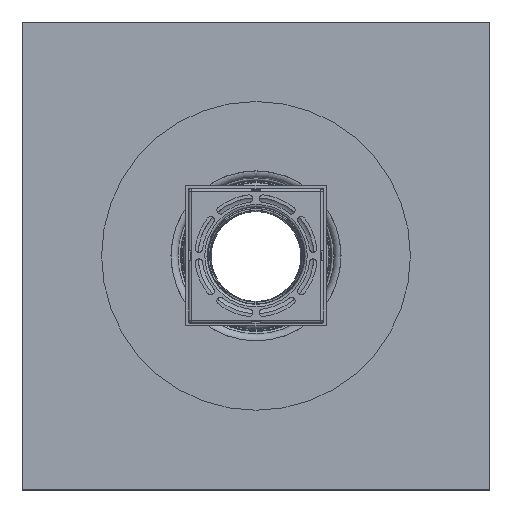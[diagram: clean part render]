
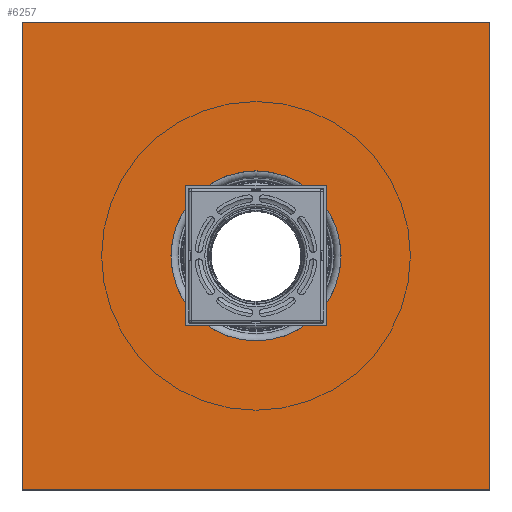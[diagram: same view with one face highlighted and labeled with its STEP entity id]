
A CAD part, top view. The second image highlights one B-rep face of the part: STEP entity #6257.
In plain terms, the highlighted planar face has unit normal (0, 0, 1).
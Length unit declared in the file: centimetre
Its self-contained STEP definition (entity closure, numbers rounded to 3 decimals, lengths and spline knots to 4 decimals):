
#468=FACE_BOUND('',#1934,.T.);
#978=CIRCLE('',#7979,90.8789);
#1434=FACE_OUTER_BOUND('',#1933,.T.);
#1933=EDGE_LOOP('',(#5529,#5530,#5531,#5532));
#1934=EDGE_LOOP('',(#5533));
#2587=VERTEX_POINT('',#12879);
#2588=VERTEX_POINT('',#12881);
#2590=VERTEX_POINT('',#12887);
#2593=VERTEX_POINT('',#12892);
#2595=VERTEX_POINT('',#12905);
#3570=EDGE_CURVE('',#2587,#2588,#6680,.T.);
#3576=EDGE_CURVE('',#2593,#2590,#6686,.T.);
#3577=EDGE_CURVE('',#2588,#2593,#6687,.T.);
#3580=EDGE_CURVE('',#2587,#2590,#6690,.T.);
#3582=EDGE_CURVE('',#2595,#2595,#978,.T.);
#5529=ORIENTED_EDGE('',*,*,#3580,.T.);
#5530=ORIENTED_EDGE('',*,*,#3576,.F.);
#5531=ORIENTED_EDGE('',*,*,#3577,.F.);
#5532=ORIENTED_EDGE('',*,*,#3570,.F.);
#5533=ORIENTED_EDGE('',*,*,#3582,.T.);
#5864=PLANE('',#7978);
#6257=ADVANCED_FACE('',(#1434,#468),#5864,.F.);
#6680=LINE('',#12882,#7051);
#6686=LINE('',#12894,#7057);
#6687=LINE('',#12896,#7058);
#6690=LINE('',#12900,#7061);
#7051=VECTOR('',#10227,1.);
#7057=VECTOR('',#10235,1.);
#7058=VECTOR('',#10238,1.);
#7061=VECTOR('',#10243,1.);
#7978=AXIS2_PLACEMENT_3D('',#12904,#10248,#10249);
#7979=AXIS2_PLACEMENT_3D('',#12906,#10250,#10251);
#10227=DIRECTION('',(1.,0.,0.));
#10235=DIRECTION('',(-1.,0.,0.));
#10238=DIRECTION('',(0.,-1.,0.));
#10243=DIRECTION('',(0.,-1.,0.));
#10248=DIRECTION('center_axis',(0.,0.,-1.));
#10249=DIRECTION('ref_axis',(0.,-1.,0.));
#10250=DIRECTION('center_axis',(0.,0.,-1.));
#10251=DIRECTION('ref_axis',(1.,0.,0.));
#12879=CARTESIAN_POINT('',(-250.,250.,379.2291));
#12881=CARTESIAN_POINT('',(250.,250.,379.2291));
#12882=CARTESIAN_POINT('',(0.,250.,379.2291));
#12887=CARTESIAN_POINT('',(-250.,-250.,379.2291));
#12892=CARTESIAN_POINT('',(250.,-250.,379.2291));
#12894=CARTESIAN_POINT('',(0.,-250.,379.2291));
#12896=CARTESIAN_POINT('',(250.,0.,379.2291));
#12900=CARTESIAN_POINT('',(-250.,0.,379.2291));
#12904=CARTESIAN_POINT('Origin',(0.,0.,
379.2291));
#12905=CARTESIAN_POINT('',(0.,-90.8789,379.2291));
#12906=CARTESIAN_POINT('Origin',(0.,0.,
379.2291));
